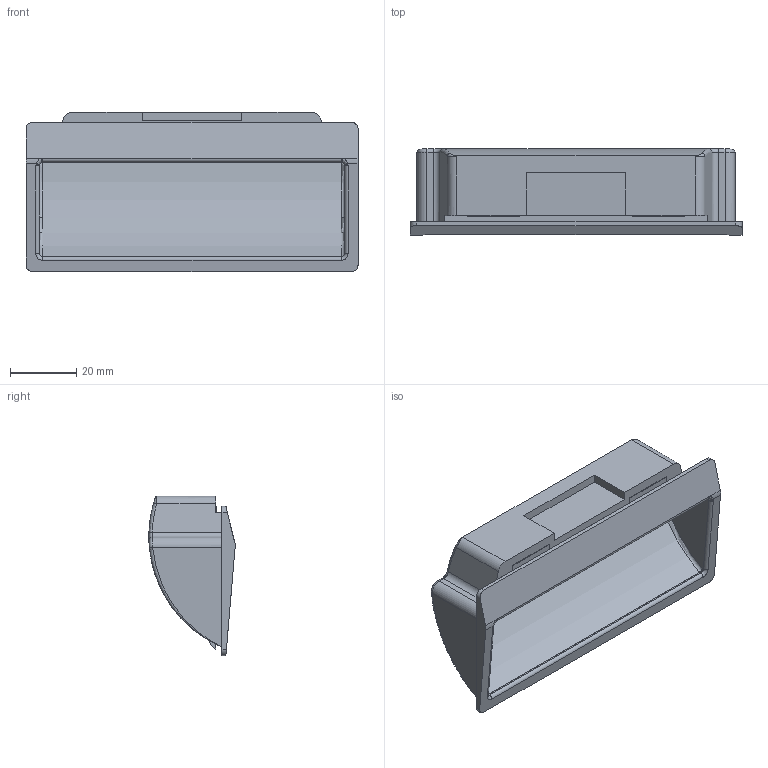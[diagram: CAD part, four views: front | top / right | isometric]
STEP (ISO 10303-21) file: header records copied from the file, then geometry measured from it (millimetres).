
FILE_DESCRIPTION (( 'STEP AP214' ), '1' );
FILE_NAME ('THA_241_1W_1_6.STEP', '2016-04-27T07:12:36', ( '' ), ( '' ), 'SwSTEP 2.0', 'SolidWorks 2015', '' );
FILE_SCHEMA (( 'AUTOMOTIVE_DESIGN' ));
Length unit declared in the file: millimetre
Products named in the file (2): pull; THA_241_1W_1_6
Assembly tree (1 placements, depth 2):
  THA_241_1W_1_6
    pull
Bounding box: 100 x 26 x 48 mm (x, y, z)
Volume: 24212.7 mm3; surface area: 19842.1 mm2
Topology: 1 solids, 1 shells, 116 faces, 311 edges, 192 vertices
Faces by surface type: plane 61, cylinder 33, bspline 20, torus 2
Entity records: 4300 total; most frequent: CARTESIAN_POINT 1550, ORIENTED_EDGE 610, DIRECTION 513, EDGE_CURVE 305, VERTEX_POINT 192, VECTOR 181, LINE 181, AXIS2_PLACEMENT_3D 166
